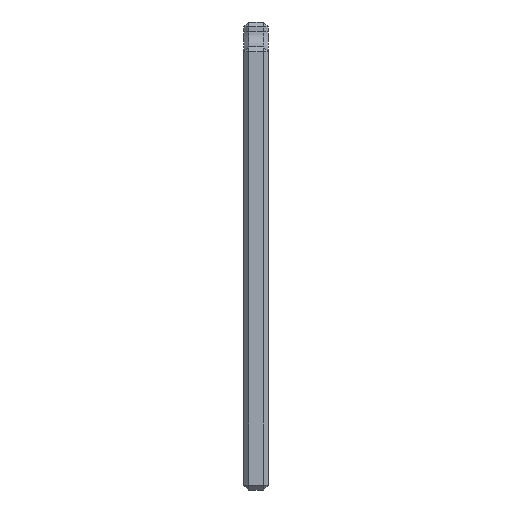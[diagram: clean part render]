
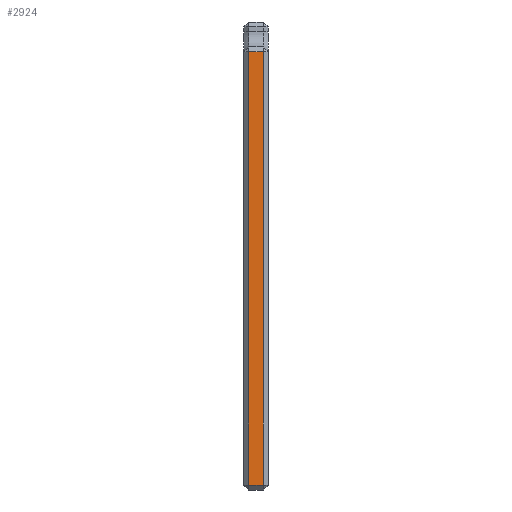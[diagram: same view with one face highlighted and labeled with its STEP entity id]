
A CAD part, front view. The second image highlights one B-rep face of the part: STEP entity #2924.
In plain terms, the highlighted planar face has unit normal (0, -1, 0).
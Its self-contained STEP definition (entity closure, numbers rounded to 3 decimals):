
#223=DIRECTION('',(1.,0.,0.));
#224=VECTOR('',#223,3.);
#225=CARTESIAN_POINT('',(-277.,-297.,258.7));
#226=LINE('',#225,#224);
#258=DIRECTION('',(0.,0.,1.));
#259=VECTOR('',#258,86.9);
#260=CARTESIAN_POINT('',(-277.,-297.,171.8));
#261=LINE('',#260,#259);
#398=DIRECTION('',(-1.,0.,0.));
#399=VECTOR('',#398,3.);
#400=CARTESIAN_POINT('',(-274.,-297.,171.8));
#401=LINE('',#400,#399);
#412=DIRECTION('',(0.,0.,-1.));
#413=VECTOR('',#412,86.9);
#414=CARTESIAN_POINT('',(-274.,-297.,258.7));
#415=LINE('',#414,#413);
#2253=CARTESIAN_POINT('',(-277.,-297.,258.7));
#2254=CARTESIAN_POINT('',(-274.,-297.,258.7));
#2255=VERTEX_POINT('',#2253);
#2256=VERTEX_POINT('',#2254);
#2257=CARTESIAN_POINT('',(-277.,-297.,171.8));
#2258=VERTEX_POINT('',#2257);
#2259=CARTESIAN_POINT('',(-274.,-297.,171.8));
#2260=VERTEX_POINT('',#2259);
#2912=CARTESIAN_POINT('',(-273.,-297.,172.7));
#2913=DIRECTION('',(0.,-1.,0.));
#2914=DIRECTION('',(0.,0.,-1.));
#2915=AXIS2_PLACEMENT_3D('',#2912,#2913,#2914);
#2916=PLANE('',#2915);
#2917=ORIENTED_EDGE('',*,*,#2648,.T.);
#2919=ORIENTED_EDGE('',*,*,#2918,.T.);
#2920=ORIENTED_EDGE('',*,*,#2897,.T.);
#2921=ORIENTED_EDGE('',*,*,#2690,.T.);
#2922=EDGE_LOOP('',(#2917,#2919,#2920,#2921));
#2923=FACE_OUTER_BOUND('',#2922,.F.);
#2648=EDGE_CURVE('',#2255,#2256,#226,.T.);
#2690=EDGE_CURVE('',#2258,#2255,#261,.T.);
#2897=EDGE_CURVE('',#2260,#2258,#401,.T.);
#2918=EDGE_CURVE('',#2256,#2260,#415,.T.);
#2924=ADVANCED_FACE('',(#2923),#2916,.T.);
